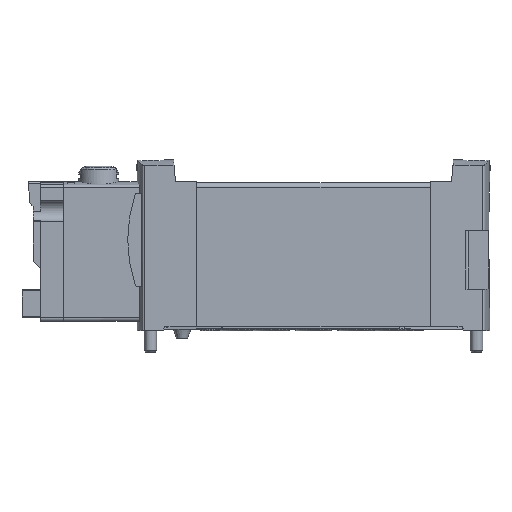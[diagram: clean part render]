
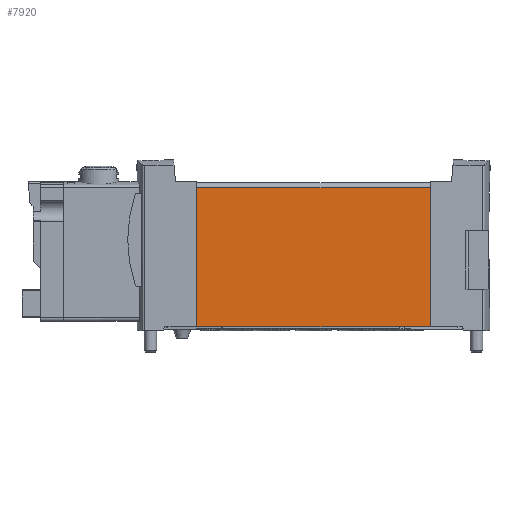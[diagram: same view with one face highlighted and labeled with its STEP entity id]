
A CAD part, top view. The second image highlights one B-rep face of the part: STEP entity #7920.
In plain terms, the highlighted planar face has unit normal (0, 0, 1).
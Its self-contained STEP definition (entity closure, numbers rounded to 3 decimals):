
#183=PLANE('',#8503);
#551=LINE('',#12083,#1290);
#553=LINE('',#12088,#1292);
#554=LINE('',#12090,#1293);
#555=LINE('',#12092,#1294);
#1290=VECTOR('',#9517,1000.);
#1292=VECTOR('',#9523,1000.);
#1293=VECTOR('',#9524,1000.);
#1294=VECTOR('',#9525,1000.);
#2151=ORIENTED_EDGE('',*,*,#4404,.T.);
#2152=ORIENTED_EDGE('',*,*,#4405,.F.);
#2153=ORIENTED_EDGE('',*,*,#4406,.F.);
#2154=ORIENTED_EDGE('',*,*,#4401,.T.);
#4401=EDGE_CURVE('',#5520,#5519,#551,.T.);
#4404=EDGE_CURVE('',#5519,#5521,#553,.T.);
#4405=EDGE_CURVE('',#5522,#5521,#554,.T.);
#4406=EDGE_CURVE('',#5520,#5522,#555,.T.);
#5519=VERTEX_POINT('',#12082);
#5520=VERTEX_POINT('',#12084);
#5521=VERTEX_POINT('',#12089);
#5522=VERTEX_POINT('',#12091);
#6553=EDGE_LOOP('',(#2151,#2152,#2153,#2154));
#7179=FACE_BOUND('',#6553,.T.);
#7920=ADVANCED_FACE('',(#7179),#183,.F.);
#8503=AXIS2_PLACEMENT_3D('',#12087,#9521,#9522);
#9517=DIRECTION('',(-1.,0.,0.));
#9521=DIRECTION('',(0.,0.,-1.));
#9522=DIRECTION('',(-1.,0.,0.));
#9523=DIRECTION('',(0.,-1.,0.));
#9524=DIRECTION('',(-1.,0.,0.));
#9525=DIRECTION('',(0.,-1.,0.));
#12082=CARTESIAN_POINT('',(-23.8,28.35,7.2));
#12083=CARTESIAN_POINT('',(23.8,28.35,7.2));
#12084=CARTESIAN_POINT('',(23.8,28.35,7.2));
#12087=CARTESIAN_POINT('',(23.8,28.35,7.2));
#12088=CARTESIAN_POINT('',(-23.8,28.35,7.2));
#12089=CARTESIAN_POINT('',(-23.8,0.,7.2));
#12090=CARTESIAN_POINT('',(23.8,0.,7.2));
#12091=CARTESIAN_POINT('',(23.8,0.,7.2));
#12092=CARTESIAN_POINT('',(23.8,28.35,7.2));
